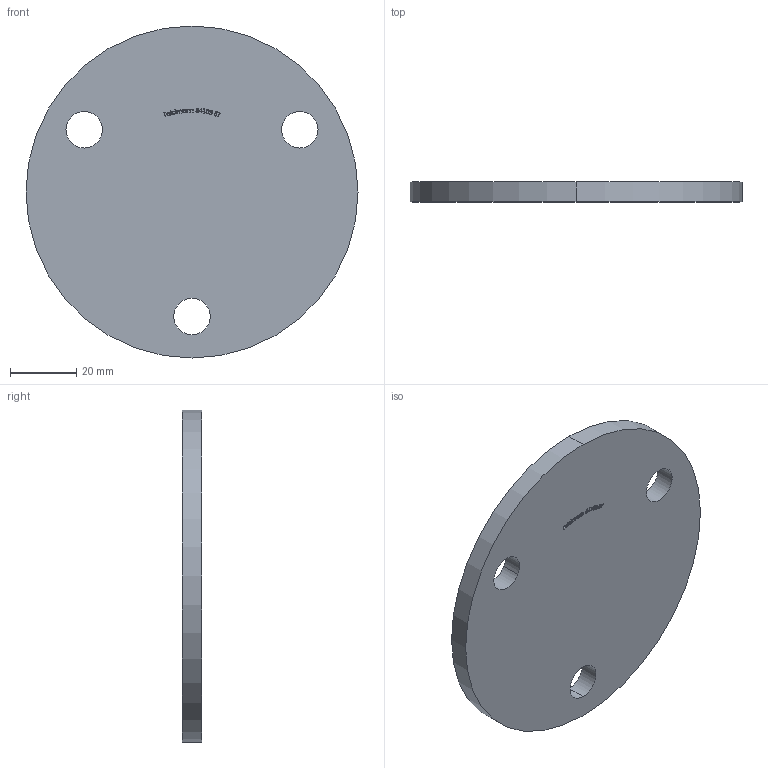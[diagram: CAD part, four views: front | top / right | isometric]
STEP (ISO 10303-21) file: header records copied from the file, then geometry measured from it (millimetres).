
FILE_DESCRIPTION (( 'STEP AP203' ), '1' );
FILE_NAME ('54103-ST.step', '2019-04-03T11:41:23', ( '' ), ( '' ), 'SwSTEP 2.0', 'SolidWorks 2015', '' );
FILE_SCHEMA (( 'CONFIG_CONTROL_DESIGN' ));
Length unit declared in the file: millimetre
Products named in the file (1): 54103-ST
Bounding box: 100 x 6 x 100 mm (x, y, z)
Volume: 45412.8 mm3; surface area: 17653.3 mm2
Topology: 1 solids, 1 shells, 221 faces, 594 edges, 396 vertices
Faces by surface type: plane 119, bspline 94, cylinder 8
Entity records: 11733 total; most frequent: CARTESIAN_POINT 6730, ORIENTED_EDGE 1188, DIRECTION 678, EDGE_CURVE 594, VERTEX_POINT 396, LINE 390, VECTOR 390, EDGE_LOOP 248
